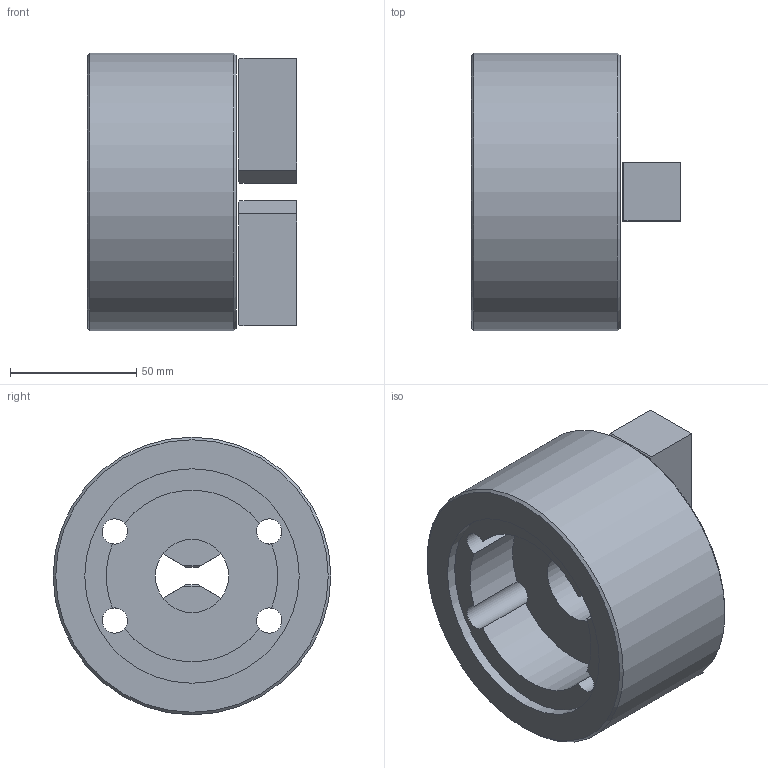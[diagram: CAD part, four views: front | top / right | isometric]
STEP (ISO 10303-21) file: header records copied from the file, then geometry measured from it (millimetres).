
FILE_DESCRIPTION(/* description */ ('Unknown'),/* implementation_level */ '2;1');
FILE_NAME(/* name */ 'BT204-Solid',/* time_stamp */ '2019-08-13T16:37:50+01:00',/* author */ ('Unknown'),/* organization */ ('Unknown'),/* preprocessor_version */ 'ST-DEVELOPER v16.7',/* originating_system */ 'DEX',/* authorisation */ $);
FILE_SCHEMA (('AUTOMOTIVE_DESIGN {1 0 10303 214 3 1 1}'));
Length unit declared in the file: millimetre
Products named in the file (1): BT204 CHUCK
Bounding box: 83 x 110 x 110 mm (x, y, z)
Volume: 443739.2 mm3; surface area: 66489.1 mm2
Topology: 3 solids, 3 shells, 194 faces, 495 edges, 324 vertices
Faces by surface type: plane 113, cone 39, cylinder 28, bspline 14
Full cylindrical faces by diameter (mm): 3.242 x4, 8.5 x4, 10 x4, 13.5 x4, 17 x4, 29 x1, 49 x1, 85 x1, 110 x1
Entity records: 7765 total; most frequent: CARTESIAN_POINT 2231, ORIENTED_EDGE 878, DIRECTION 873, EDGE_CURVE 439, AXIS2_PLACEMENT_3D 310, VERTEX_POINT 308, FACE_BOUND 261, EDGE_LOOP 257
